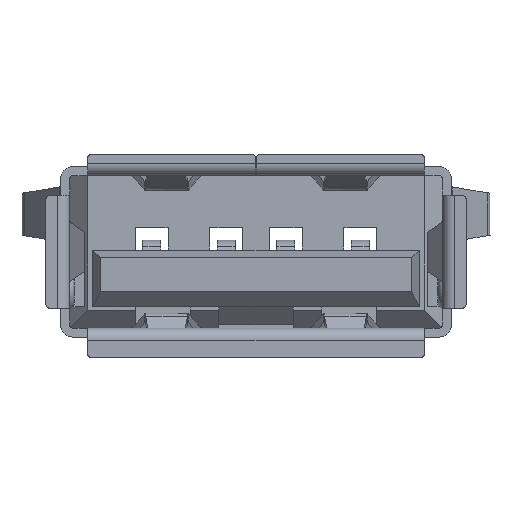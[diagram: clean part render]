
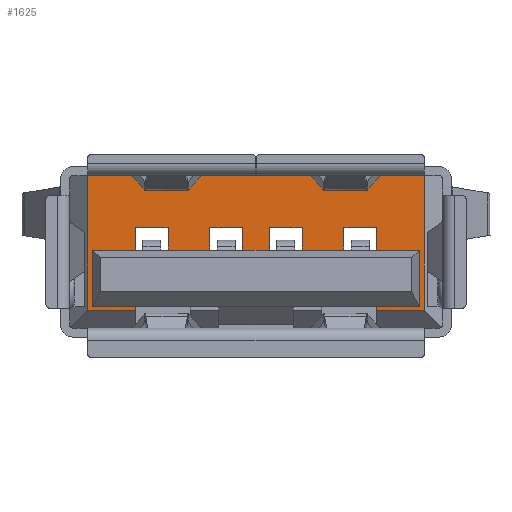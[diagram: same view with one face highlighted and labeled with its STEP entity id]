
A CAD part, front view. The second image highlights one B-rep face of the part: STEP entity #1625.
In plain terms, the highlighted planar face has unit normal (0, -1, 0).
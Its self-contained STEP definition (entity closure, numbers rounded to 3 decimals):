
#1625=ADVANCED_FACE('',(#3439),#3440,.T.);
#3439=FACE_OUTER_BOUND('',#5815,.T.);
#3440=PLANE('',#5816);
#5815=EDGE_LOOP('',(#10594,#10595,#10596,#10597,#10598,#10599,#10600,#10601,#10602,#10603,#10604,#10605,#10606,#10607,#10608,#10609,#10610,#10611,#10612,#10613,#10614,#10615,#10616,#10617,#10618,#10619,#10620,#10621));
#5816=AXIS2_PLACEMENT_3D('',#10622,#10623,#10624);
#10594=ORIENTED_EDGE('',*,*,#14141,.T.);
#10595=ORIENTED_EDGE('',*,*,#14143,.T.);
#10596=ORIENTED_EDGE('',*,*,#13967,.T.);
#10597=ORIENTED_EDGE('',*,*,#14004,.T.);
#10598=ORIENTED_EDGE('',*,*,#14000,.T.);
#10599=ORIENTED_EDGE('',*,*,#14144,.F.);
#10600=ORIENTED_EDGE('',*,*,#14033,.T.);
#10601=ORIENTED_EDGE('',*,*,#14046,.T.);
#10602=ORIENTED_EDGE('',*,*,#14145,.T.);
#10603=ORIENTED_EDGE('',*,*,#14146,.T.);
#10604=ORIENTED_EDGE('',*,*,#14055,.T.);
#10605=ORIENTED_EDGE('',*,*,#14147,.T.);
#10606=ORIENTED_EDGE('',*,*,#13988,.T.);
#10607=ORIENTED_EDGE('',*,*,#13960,.T.);
#10608=ORIENTED_EDGE('',*,*,#13983,.T.);
#10609=ORIENTED_EDGE('',*,*,#14148,.F.);
#10610=ORIENTED_EDGE('',*,*,#14149,.F.);
#10611=ORIENTED_EDGE('',*,*,#14150,.F.);
#10612=ORIENTED_EDGE('',*,*,#13979,.T.);
#10613=ORIENTED_EDGE('',*,*,#14151,.F.);
#10614=ORIENTED_EDGE('',*,*,#14152,.F.);
#10615=ORIENTED_EDGE('',*,*,#14153,.F.);
#10616=ORIENTED_EDGE('',*,*,#13975,.T.);
#10617=ORIENTED_EDGE('',*,*,#14154,.T.);
#10618=ORIENTED_EDGE('',*,*,#14155,.T.);
#10619=ORIENTED_EDGE('',*,*,#14156,.T.);
#10620=ORIENTED_EDGE('',*,*,#13971,.T.);
#10621=ORIENTED_EDGE('',*,*,#14103,.T.);
#10622=CARTESIAN_POINT('',(-6.25,2.3,-2.56));
#10623=DIRECTION('',(0.0,-1.0,0.0));
#10624=DIRECTION('',(0.0,0.0,-1.0));
#13960=EDGE_CURVE('',#17073,#17071,#17074,.T.);
#13967=EDGE_CURVE('',#17083,#17081,#17084,.T.);
#13971=EDGE_CURVE('',#17091,#17089,#17092,.T.);
#13975=EDGE_CURVE('',#17099,#17097,#17100,.T.);
#13979=EDGE_CURVE('',#17107,#17105,#17108,.T.);
#13983=EDGE_CURVE('',#17071,#17113,#17115,.T.);
#13988=EDGE_CURVE('',#17121,#17073,#17122,.T.);
#14000=EDGE_CURVE('',#17145,#17143,#17146,.T.);
#14004=EDGE_CURVE('',#17081,#17145,#17150,.T.);
#14033=EDGE_CURVE('',#17200,#17198,#17201,.T.);
#14046=EDGE_CURVE('',#17198,#17221,#17223,.T.);
#14055=EDGE_CURVE('',#17236,#17234,#17237,.T.);
#14103=EDGE_CURVE('',#17089,#17312,#17314,.T.);
#14141=EDGE_CURVE('',#17312,#17382,#17384,.T.);
#14143=EDGE_CURVE('',#17382,#17083,#17386,.T.);
#14144=EDGE_CURVE('',#17200,#17143,#17387,.T.);
#14145=EDGE_CURVE('',#17221,#17388,#17389,.T.);
#14146=EDGE_CURVE('',#17388,#17236,#17390,.T.);
#14147=EDGE_CURVE('',#17234,#17121,#17391,.T.);
#14148=EDGE_CURVE('',#17392,#17113,#17393,.T.);
#14149=EDGE_CURVE('',#17394,#17392,#17395,.T.);
#14150=EDGE_CURVE('',#17107,#17394,#17396,.T.);
#14151=EDGE_CURVE('',#17397,#17105,#17398,.T.);
#14152=EDGE_CURVE('',#17399,#17397,#17400,.T.);
#14153=EDGE_CURVE('',#17099,#17399,#17401,.T.);
#14154=EDGE_CURVE('',#17097,#17402,#17403,.T.);
#14155=EDGE_CURVE('',#17402,#17404,#17405,.T.);
#14156=EDGE_CURVE('',#17404,#17091,#17406,.T.);
#17071=VERTEX_POINT('',#21540);
#17073=VERTEX_POINT('',#21543);
#17074=LINE('',#21544,#21545);
#17081=VERTEX_POINT('',#21555);
#17083=VERTEX_POINT('',#21558);
#17084=LINE('',#21559,#21560);
#17089=VERTEX_POINT('',#21567);
#17091=VERTEX_POINT('',#21570);
#17092=LINE('',#21571,#21572);
#17097=VERTEX_POINT('',#21579);
#17099=VERTEX_POINT('',#21582);
#17100=LINE('',#21583,#21584);
#17105=VERTEX_POINT('',#21591);
#17107=VERTEX_POINT('',#21594);
#17108=LINE('',#21595,#21596);
#17113=VERTEX_POINT('',#21603);
#17115=LINE('',#21606,#21607);
#17121=VERTEX_POINT('',#21615);
#17122=LINE('',#21616,#21617);
#17143=VERTEX_POINT('',#21648);
#17145=VERTEX_POINT('',#21651);
#17146=LINE('',#21652,#21653);
#17150=LINE('',#21659,#21660);
#17198=VERTEX_POINT('',#21730);
#17200=VERTEX_POINT('',#21733);
#17201=LINE('',#21734,#21735);
#17221=VERTEX_POINT('',#21761);
#17223=LINE('',#21764,#21765);
#17234=VERTEX_POINT('',#21781);
#17236=VERTEX_POINT('',#21784);
#17237=LINE('',#21785,#21786);
#17312=VERTEX_POINT('',#21894);
#17314=LINE('',#21897,#21898);
#17382=VERTEX_POINT('',#22000);
#17384=LINE('',#22003,#22004);
#17386=LINE('',#22006,#22007);
#17387=LINE('',#22008,#22009);
#17388=VERTEX_POINT('',#22010);
#17389=LINE('',#22011,#22012);
#17390=LINE('',#22013,#22014);
#17391=LINE('',#22015,#22016);
#17392=VERTEX_POINT('',#22017);
#17393=LINE('',#22018,#22019);
#17394=VERTEX_POINT('',#22020);
#17395=LINE('',#22021,#22022);
#17396=LINE('',#22023,#22024);
#17397=VERTEX_POINT('',#22025);
#17398=LINE('',#22026,#22027);
#17399=VERTEX_POINT('',#22028);
#17400=LINE('',#22029,#22030);
#17401=LINE('',#22031,#22032);
#17402=VERTEX_POINT('',#22033);
#17403=LINE('',#22034,#22035);
#17404=VERTEX_POINT('',#22036);
#17405=LINE('',#22037,#22038);
#17406=LINE('',#22039,#22040);
#21540=CARTESIAN_POINT('',(-5.475,2.3,0.06));
#21543=CARTESIAN_POINT('',(-5.475,2.3,-1.84));
#21544=CARTESIAN_POINT('',(-5.475,2.3,-2.56));
#21545=VECTOR('',#25026,1000.0);
#21555=CARTESIAN_POINT('',(5.475,2.3,0.06));
#21558=CARTESIAN_POINT('',(4.05,2.3,0.06));
#21559=CARTESIAN_POINT('',(-6.25,2.3,0.06));
#21560=VECTOR('',#25031,1000.0);
#21567=CARTESIAN_POINT('',(2.95,2.3,0.06));
#21570=CARTESIAN_POINT('',(1.55,2.3,0.06));
#21571=CARTESIAN_POINT('',(-6.25,2.3,0.06));
#21572=VECTOR('',#25035,1000.0);
#21579=CARTESIAN_POINT('',(0.45,2.3,0.06));
#21582=CARTESIAN_POINT('',(-0.45,2.3,0.06));
#21583=CARTESIAN_POINT('',(-6.25,2.3,0.06));
#21584=VECTOR('',#25039,1000.0);
#21591=CARTESIAN_POINT('',(-1.55,2.3,0.06));
#21594=CARTESIAN_POINT('',(-2.95,2.3,0.06));
#21595=CARTESIAN_POINT('',(-6.25,2.3,0.06));
#21596=VECTOR('',#25043,1000.0);
#21603=CARTESIAN_POINT('',(-4.05,2.3,0.06));
#21606=CARTESIAN_POINT('',(-6.25,2.3,0.06));
#21607=VECTOR('',#25047,1000.0);
#21615=CARTESIAN_POINT('',(-4.05,2.3,-1.84));
#21616=CARTESIAN_POINT('',(-6.25,2.3,-1.84));
#21617=VECTOR('',#25050,1000.0);
#21648=CARTESIAN_POINT('',(4.05,2.3,-1.84));
#21651=CARTESIAN_POINT('',(5.475,2.3,-1.84));
#21652=CARTESIAN_POINT('',(-6.25,2.3,-1.84));
#21653=VECTOR('',#25062,1000.0);
#21659=CARTESIAN_POINT('',(5.475,2.3,-2.56));
#21660=VECTOR('',#25065,1000.0);
#21730=CARTESIAN_POINT('',(5.65,2.3,-1.96));
#21733=CARTESIAN_POINT('',(4.05,2.3,-1.96));
#21734=CARTESIAN_POINT('',(6.25,2.3,-1.96));
#21735=VECTOR('',#25092,1000.0);
#21761=CARTESIAN_POINT('',(5.65,2.3,2.56));
#21764=CARTESIAN_POINT('',(5.65,2.3,2.56));
#21765=VECTOR('',#25109,1000.0);
#21781=CARTESIAN_POINT('',(-4.05,2.3,-1.96));
#21784=CARTESIAN_POINT('',(-5.65,2.3,-1.96));
#21785=CARTESIAN_POINT('',(6.25,2.3,-1.96));
#21786=VECTOR('',#25116,1000.0);
#21894=CARTESIAN_POINT('',(2.95,2.3,0.81));
#21897=CARTESIAN_POINT('',(2.95,2.3,-2.56));
#21898=VECTOR('',#25163,1000.0);
#22000=CARTESIAN_POINT('',(4.05,2.3,0.81));
#22003=CARTESIAN_POINT('',(-6.25,2.3,0.81));
#22004=VECTOR('',#25199,1000.0);
#22006=CARTESIAN_POINT('',(4.05,2.3,-2.56));
#22007=VECTOR('',#25200,1000.0);
#22008=CARTESIAN_POINT('',(4.05,2.3,-21.73));
#22009=VECTOR('',#25201,1000.0);
#22010=CARTESIAN_POINT('',(-5.65,2.3,2.56));
#22011=CARTESIAN_POINT('',(6.25,2.3,2.56));
#22012=VECTOR('',#25202,1000.0);
#22013=CARTESIAN_POINT('',(-5.65,2.3,-2.56));
#22014=VECTOR('',#25203,1000.0);
#22015=CARTESIAN_POINT('',(-4.05,2.3,-21.73));
#22016=VECTOR('',#25204,1000.0);
#22017=CARTESIAN_POINT('',(-4.05,2.3,0.81));
#22018=CARTESIAN_POINT('',(-4.05,2.3,-2.56));
#22019=VECTOR('',#25205,1000.0);
#22020=CARTESIAN_POINT('',(-2.95,2.3,0.81));
#22021=CARTESIAN_POINT('',(-6.25,2.3,0.81));
#22022=VECTOR('',#25206,1000.0);
#22023=CARTESIAN_POINT('',(-2.95,2.3,-2.56));
#22024=VECTOR('',#25207,1000.0);
#22025=CARTESIAN_POINT('',(-1.55,2.3,0.81));
#22026=CARTESIAN_POINT('',(-1.55,2.3,-2.56));
#22027=VECTOR('',#25208,1000.0);
#22028=CARTESIAN_POINT('',(-0.45,2.3,0.81));
#22029=CARTESIAN_POINT('',(-6.25,2.3,0.81));
#22030=VECTOR('',#25209,1000.0);
#22031=CARTESIAN_POINT('',(-0.45,2.3,-2.56));
#22032=VECTOR('',#25210,1000.0);
#22033=CARTESIAN_POINT('',(0.45,2.3,0.81));
#22034=CARTESIAN_POINT('',(0.45,2.3,-2.56));
#22035=VECTOR('',#25211,1000.0);
#22036=CARTESIAN_POINT('',(1.55,2.3,0.81));
#22037=CARTESIAN_POINT('',(-6.25,2.3,0.81));
#22038=VECTOR('',#25212,1000.0);
#22039=CARTESIAN_POINT('',(1.55,2.3,-2.56));
#22040=VECTOR('',#25213,1000.0);
#25026=DIRECTION('',(0.0,0.0,1.0));
#25031=DIRECTION('',(1.0,0.0,0.0));
#25035=DIRECTION('',(1.0,0.0,0.0));
#25039=DIRECTION('',(1.0,0.0,0.0));
#25043=DIRECTION('',(1.0,0.0,0.0));
#25047=DIRECTION('',(1.0,0.0,0.0));
#25050=DIRECTION('',(-1.0,0.0,0.));
#25062=DIRECTION('',(-1.0,0.0,0.));
#25065=DIRECTION('',(0.0,0.0,-1.0));
#25092=DIRECTION('',(1.0,0.0,0.));
#25109=DIRECTION('',(0.0,0.0,1.0));
#25116=DIRECTION('',(1.0,0.0,0.));
#25163=DIRECTION('',(0.0,0.0,1.0));
#25199=DIRECTION('',(1.0,0.0,0.));
#25200=DIRECTION('',(0.,0.0,-1.0));
#25201=DIRECTION('',(0.,0.0,1.0));
#25202=DIRECTION('',(-1.0,0.0,0.));
#25203=DIRECTION('',(0.0,0.0,-1.0));
#25204=DIRECTION('',(0.,0.0,1.0));
#25205=DIRECTION('',(0.,0.0,-1.0));
#25206=DIRECTION('',(-1.0,0.0,0.));
#25207=DIRECTION('',(0.0,0.0,1.0));
#25208=DIRECTION('',(0.,0.0,-1.0));
#25209=DIRECTION('',(-1.0,0.0,0.0));
#25210=DIRECTION('',(0.,0.0,1.0));
#25211=DIRECTION('',(0.0,0.0,1.0));
#25212=DIRECTION('',(1.0,0.0,0.0));
#25213=DIRECTION('',(0.,0.0,-1.0));
